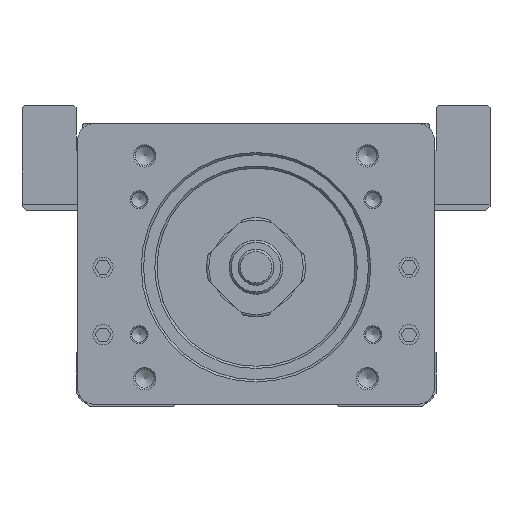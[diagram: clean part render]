
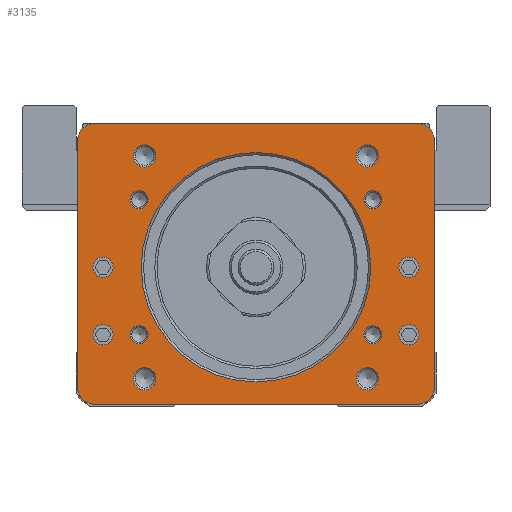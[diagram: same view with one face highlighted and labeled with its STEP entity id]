
A CAD part, front view. The second image highlights one B-rep face of the part: STEP entity #3135.
In plain terms, the highlighted planar face has unit normal (0, -1, 0).
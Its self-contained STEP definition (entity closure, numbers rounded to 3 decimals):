
#3135=ADVANCED_FACE('',(#11177,#11178,#11179,#11180,#11181,#11182,#11183,
#11184,#11185,#11186,#11187,#11188,#11189,#11190),#4541,.T.);
#4541=PLANE('',#30558);
#6652=LINE('',#44642,#9497);
#6855=LINE('',#45507,#9700);
#6864=LINE('',#45527,#9709);
#6885=LINE('',#45598,#9730);
#9497=VECTOR('',#35793,1.);
#9700=VECTOR('',#36320,1.);
#9709=VECTOR('',#36335,1.);
#9730=VECTOR('',#36400,1.);
#11177=FACE_BOUND('',#12827,.T.);
#11178=FACE_BOUND('',#12828,.T.);
#11179=FACE_BOUND('',#12829,.T.);
#11180=FACE_BOUND('',#12830,.T.);
#11181=FACE_BOUND('',#12831,.T.);
#11182=FACE_BOUND('',#12832,.T.);
#11183=FACE_BOUND('',#12833,.T.);
#11184=FACE_BOUND('',#12834,.T.);
#11185=FACE_BOUND('',#12835,.T.);
#11186=FACE_BOUND('',#12836,.T.);
#11187=FACE_BOUND('',#12837,.T.);
#11188=FACE_BOUND('',#12838,.T.);
#11189=FACE_BOUND('',#12839,.T.);
#11190=FACE_BOUND('',#12840,.T.);
#12827=EDGE_LOOP('',(#18581));
#12828=EDGE_LOOP('',(#18582));
#12829=EDGE_LOOP('',(#18583));
#12830=EDGE_LOOP('',(#18584));
#12831=EDGE_LOOP('',(#18585));
#12832=EDGE_LOOP('',(#18586));
#12833=EDGE_LOOP('',(#18587));
#12834=EDGE_LOOP('',(#18588));
#12835=EDGE_LOOP('',(#18589));
#12836=EDGE_LOOP('',(#18590));
#12837=EDGE_LOOP('',(#18591));
#12838=EDGE_LOOP('',(#18592));
#12839=EDGE_LOOP('',(#18593));
#12840=EDGE_LOOP('',(#18594,#18595,#18596,#18597,#18598,#18599,#18600,#18601));
#18581=ORIENTED_EDGE('',*,*,#26850,.T.);
#18582=ORIENTED_EDGE('',*,*,#26851,.T.);
#18583=ORIENTED_EDGE('',*,*,#26852,.T.);
#18584=ORIENTED_EDGE('',*,*,#26853,.T.);
#18585=ORIENTED_EDGE('',*,*,#26854,.T.);
#18586=ORIENTED_EDGE('',*,*,#26855,.T.);
#18587=ORIENTED_EDGE('',*,*,#26856,.T.);
#18588=ORIENTED_EDGE('',*,*,#26857,.T.);
#18589=ORIENTED_EDGE('',*,*,#26858,.T.);
#18590=ORIENTED_EDGE('',*,*,#26859,.T.);
#18591=ORIENTED_EDGE('',*,*,#26860,.T.);
#18592=ORIENTED_EDGE('',*,*,#26861,.T.);
#18593=ORIENTED_EDGE('',*,*,#26862,.T.);
#18594=ORIENTED_EDGE('',*,*,#26834,.T.);
#18595=ORIENTED_EDGE('',*,*,#26475,.T.);
#18596=ORIENTED_EDGE('',*,*,#26835,.T.);
#18597=ORIENTED_EDGE('',*,*,#26808,.T.);
#18598=ORIENTED_EDGE('',*,*,#26838,.T.);
#18599=ORIENTED_EDGE('',*,*,#26845,.T.);
#18600=ORIENTED_EDGE('',*,*,#26849,.T.);
#18601=ORIENTED_EDGE('',*,*,#26798,.T.);
#23098=VERTEX_POINT('',#44641);
#23099=VERTEX_POINT('',#44643);
#23374=VERTEX_POINT('',#45506);
#23375=VERTEX_POINT('',#45508);
#23382=VERTEX_POINT('',#45526);
#23383=VERTEX_POINT('',#45528);
#23404=VERTEX_POINT('',#45583);
#23410=VERTEX_POINT('',#45597);
#23411=VERTEX_POINT('',#45606);
#23412=VERTEX_POINT('',#45608);
#23413=VERTEX_POINT('',#45610);
#23414=VERTEX_POINT('',#45612);
#23415=VERTEX_POINT('',#45614);
#23416=VERTEX_POINT('',#45616);
#23417=VERTEX_POINT('',#45618);
#23418=VERTEX_POINT('',#45620);
#23419=VERTEX_POINT('',#45622);
#23420=VERTEX_POINT('',#45624);
#23421=VERTEX_POINT('',#45626);
#23422=VERTEX_POINT('',#45628);
#23423=VERTEX_POINT('',#45630);
#26475=EDGE_CURVE('',#23099,#23098,#6652,.T.);
#26798=EDGE_CURVE('',#23375,#23374,#6855,.T.);
#26808=EDGE_CURVE('',#23383,#23382,#6864,.T.);
#26834=EDGE_CURVE('',#23374,#23099,#28724,.T.);
#26835=EDGE_CURVE('',#23098,#23383,#28725,.T.);
#26838=EDGE_CURVE('',#23382,#23404,#28727,.T.);
#26845=EDGE_CURVE('',#23404,#23410,#6885,.T.);
#26849=EDGE_CURVE('',#23410,#23375,#28729,.T.);
#26850=EDGE_CURVE('',#23411,#23411,#28730,.T.);
#26851=EDGE_CURVE('',#23412,#23412,#28731,.T.);
#26852=EDGE_CURVE('',#23413,#23413,#28732,.T.);
#26853=EDGE_CURVE('',#23414,#23414,#28733,.T.);
#26854=EDGE_CURVE('',#23415,#23415,#28734,.T.);
#26855=EDGE_CURVE('',#23416,#23416,#28735,.T.);
#26856=EDGE_CURVE('',#23417,#23417,#28736,.T.);
#26857=EDGE_CURVE('',#23418,#23418,#28737,.T.);
#26858=EDGE_CURVE('',#23419,#23419,#28738,.T.);
#26859=EDGE_CURVE('',#23420,#23420,#28739,.T.);
#26860=EDGE_CURVE('',#23421,#23421,#28740,.T.);
#26861=EDGE_CURVE('',#23422,#23422,#28741,.T.);
#26862=EDGE_CURVE('',#23423,#23423,#28742,.T.);
#28724=CIRCLE('',#30534,4.);
#28725=CIRCLE('',#30536,4.);
#28727=CIRCLE('',#30539,4.);
#28729=CIRCLE('',#30543,4.);
#28730=CIRCLE('',#30545,25.5);
#28731=CIRCLE('',#30546,2.5);
#28732=CIRCLE('',#30547,2.5);
#28733=CIRCLE('',#30548,2.5);
#28734=CIRCLE('',#30549,2.5);
#28735=CIRCLE('',#30550,2.);
#28736=CIRCLE('',#30551,2.);
#28737=CIRCLE('',#30552,2.);
#28738=CIRCLE('',#30553,2.);
#28739=CIRCLE('',#30554,2.25);
#28740=CIRCLE('',#30555,2.25);
#28741=CIRCLE('',#30556,2.25);
#28742=CIRCLE('',#30557,2.25);
#30534=AXIS2_PLACEMENT_3D('',#45576,#36379,#36380);
#30536=AXIS2_PLACEMENT_3D('',#45578,#36383,#36384);
#30539=AXIS2_PLACEMENT_3D('',#45584,#36390,#36391);
#30543=AXIS2_PLACEMENT_3D('',#45603,#36407,#36408);
#30545=AXIS2_PLACEMENT_3D('',#45605,#36411,#36412);
#30546=AXIS2_PLACEMENT_3D('',#45607,#36413,#36414);
#30547=AXIS2_PLACEMENT_3D('',#45609,#36415,#36416);
#30548=AXIS2_PLACEMENT_3D('',#45611,#36417,#36418);
#30549=AXIS2_PLACEMENT_3D('',#45613,#36419,#36420);
#30550=AXIS2_PLACEMENT_3D('',#45615,#36421,#36422);
#30551=AXIS2_PLACEMENT_3D('',#45617,#36423,#36424);
#30552=AXIS2_PLACEMENT_3D('',#45619,#36425,#36426);
#30553=AXIS2_PLACEMENT_3D('',#45621,#36427,#36428);
#30554=AXIS2_PLACEMENT_3D('',#45623,#36429,#36430);
#30555=AXIS2_PLACEMENT_3D('',#45625,#36431,#36432);
#30556=AXIS2_PLACEMENT_3D('',#45627,#36433,#36434);
#30557=AXIS2_PLACEMENT_3D('',#45629,#36435,#36436);
#30558=AXIS2_PLACEMENT_3D('',#45631,#36437,#36438);
#35793=DIRECTION('',(1.,0.,0.));
#36320=DIRECTION('',(0.,0.,-1.));
#36335=DIRECTION('',(0.,0.,1.));
#36379=DIRECTION('',(0.,-1.,0.));
#36380=DIRECTION('',(1.,0.,0.));
#36383=DIRECTION('',(0.,-1.,0.));
#36384=DIRECTION('',(1.,0.,0.));
#36390=DIRECTION('',(0.,-1.,0.));
#36391=DIRECTION('',(1.,0.,0.));
#36400=DIRECTION('',(-1.,0.,0.));
#36407=DIRECTION('',(0.,-1.,0.));
#36408=DIRECTION('',(1.,0.,0.));
#36411=DIRECTION('',(0.,1.,0.));
#36412=DIRECTION('',(0.,0.,-1.));
#36413=DIRECTION('',(0.,1.,0.));
#36414=DIRECTION('',(0.,0.,-1.));
#36415=DIRECTION('',(0.,1.,0.));
#36416=DIRECTION('',(0.,0.,-1.));
#36417=DIRECTION('',(0.,1.,0.));
#36418=DIRECTION('',(0.,0.,-1.));
#36419=DIRECTION('',(0.,1.,0.));
#36420=DIRECTION('',(0.,0.,-1.));
#36421=DIRECTION('',(0.,1.,0.));
#36422=DIRECTION('',(0.,0.,-1.));
#36423=DIRECTION('',(0.,1.,0.));
#36424=DIRECTION('',(0.,0.,-1.));
#36425=DIRECTION('',(0.,1.,0.));
#36426=DIRECTION('',(0.,0.,-1.));
#36427=DIRECTION('',(0.,1.,0.));
#36428=DIRECTION('',(0.,0.,-1.));
#36429=DIRECTION('',(0.,1.,0.));
#36430=DIRECTION('',(0.,0.,-1.));
#36431=DIRECTION('',(0.,1.,0.));
#36432=DIRECTION('',(0.,0.,-1.));
#36433=DIRECTION('',(0.,1.,0.));
#36434=DIRECTION('',(0.,0.,-1.));
#36435=DIRECTION('',(0.,1.,0.));
#36436=DIRECTION('',(0.,0.,-1.));
#36437=DIRECTION('',(0.,-1.,0.));
#36438=DIRECTION('',(0.,0.,1.));
#44641=CARTESIAN_POINT('',(35.7,-243.7,-18.5));
#44642=CARTESIAN_POINT('',(-35.7,-243.7,-18.5));
#44643=CARTESIAN_POINT('',(-35.7,-243.7,-18.5));
#45506=CARTESIAN_POINT('',(-39.7,-243.7,-14.5));
#45507=CARTESIAN_POINT('',(-39.7,-243.7,40.));
#45508=CARTESIAN_POINT('',(-39.7,-243.7,40.));
#45526=CARTESIAN_POINT('',(39.7,-243.7,40.));
#45527=CARTESIAN_POINT('',(39.7,-243.7,-14.5));
#45528=CARTESIAN_POINT('',(39.7,-243.7,-14.5));
#45576=CARTESIAN_POINT('',(-35.7,-243.7,-14.5));
#45578=CARTESIAN_POINT('',(35.7,-243.7,-14.5));
#45583=CARTESIAN_POINT('',(35.7,-243.7,44.));
#45584=CARTESIAN_POINT('',(35.7,-243.7,40.));
#45597=CARTESIAN_POINT('',(-35.7,-243.7,44.));
#45598=CARTESIAN_POINT('',(35.7,-243.7,44.));
#45603=CARTESIAN_POINT('',(-35.7,-243.7,40.));
#45605=CARTESIAN_POINT('',(0.,-243.7,12.));
#45606=CARTESIAN_POINT('',(0.,-243.7,-13.5));
#45607=CARTESIAN_POINT('',(-24.749,-243.7,36.749));
#45608=CARTESIAN_POINT('',(-24.749,-243.7,34.249));
#45609=CARTESIAN_POINT('',(-24.749,-243.7,-12.749));
#45610=CARTESIAN_POINT('',(-24.749,-243.7,-15.249));
#45611=CARTESIAN_POINT('',(24.749,-243.7,-12.749));
#45612=CARTESIAN_POINT('',(24.749,-243.7,-15.249));
#45613=CARTESIAN_POINT('',(24.749,-243.7,36.749));
#45614=CARTESIAN_POINT('',(24.749,-243.7,34.249));
#45615=CARTESIAN_POINT('',(25.981,-243.7,-3.));
#45616=CARTESIAN_POINT('',(25.981,-243.7,-5.));
#45617=CARTESIAN_POINT('',(25.981,-243.7,27.));
#45618=CARTESIAN_POINT('',(25.981,-243.7,25.));
#45619=CARTESIAN_POINT('',(-25.981,-243.7,-3.));
#45620=CARTESIAN_POINT('',(-25.981,-243.7,-5.));
#45621=CARTESIAN_POINT('',(-25.981,-243.7,27.));
#45622=CARTESIAN_POINT('',(-25.981,-243.7,25.));
#45623=CARTESIAN_POINT('',(-34.,-243.7,-3.));
#45624=CARTESIAN_POINT('',(-34.,-243.7,-5.25));
#45625=CARTESIAN_POINT('',(-34.,-243.7,12.));
#45626=CARTESIAN_POINT('',(-34.,-243.7,9.75));
#45627=CARTESIAN_POINT('',(34.,-243.7,-3.));
#45628=CARTESIAN_POINT('',(34.,-243.7,-5.25));
#45629=CARTESIAN_POINT('',(34.,-243.7,12.));
#45630=CARTESIAN_POINT('',(34.,-243.7,9.75));
#45631=CARTESIAN_POINT('',(-35.7,-243.7,-14.5));
